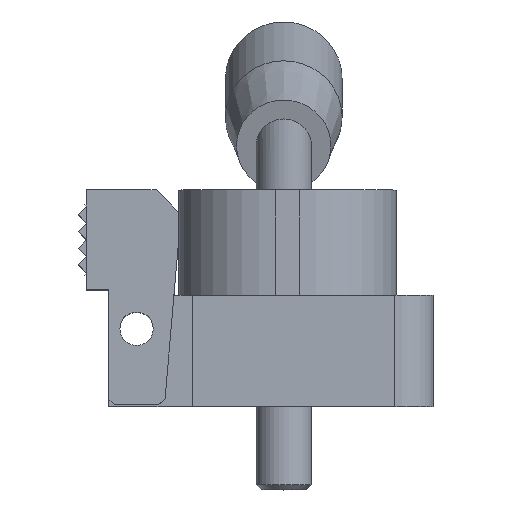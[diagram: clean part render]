
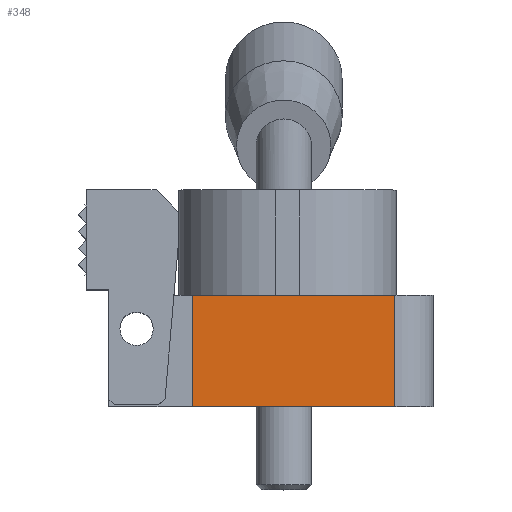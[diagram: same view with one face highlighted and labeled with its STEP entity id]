
A CAD part, top view. The second image highlights one B-rep face of the part: STEP entity #348.
In plain terms, the highlighted planar face has unit normal (0, 0, 1).
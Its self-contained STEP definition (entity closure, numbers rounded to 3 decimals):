
#348 = ADVANCED_FACE( '', ( #731 ), #732, .F. );
#731 = FACE_OUTER_BOUND( '', #1163, .T. );
#732 = PLANE( '', #1164 );
#1163 = EDGE_LOOP( '', ( #2079, #2080, #2081, #2082 ) );
#1164 = AXIS2_PLACEMENT_3D( '', #2083, #2084, #2085 );
#2079 = ORIENTED_EDGE( '', *, *, #2621, .T. );
#2080 = ORIENTED_EDGE( '', *, *, #2507, .F. );
#2081 = ORIENTED_EDGE( '', *, *, #2521, .F. );
#2082 = ORIENTED_EDGE( '', *, *, #2331, .T. );
#2083 = CARTESIAN_POINT( '', ( -16.5, 20., 20. ) );
#2084 = DIRECTION( '', ( 0., 0., -1. ) );
#2085 = DIRECTION( '', ( -1., 0., 0. ) );
#2331 = EDGE_CURVE( '', #2778, #2776, #2779, .T. );
#2507 = EDGE_CURVE( '', #3041, #3039, #3043, .T. );
#2521 = EDGE_CURVE( '', #2778, #3041, #3062, .T. );
#2621 = EDGE_CURVE( '', #2776, #3039, #3196, .T. );
#2776 = VERTEX_POINT( '', #3393 );
#2778 = VERTEX_POINT( '', #3396 );
#2779 = LINE( '', #3397, #3398 );
#3039 = VERTEX_POINT( '', #3823 );
#3041 = VERTEX_POINT( '', #3825 );
#3043 = LINE( '', #3827, #3828 );
#3062 = LINE( '', #3856, #3857 );
#3196 = LINE( '', #4060, #4061 );
#3393 = CARTESIAN_POINT( '', ( -16.5, 0., 20. ) );
#3396 = CARTESIAN_POINT( '', ( -16.5, 20., 20. ) );
#3397 = CARTESIAN_POINT( '', ( -16.5, 20., 20. ) );
#3398 = VECTOR( '', #4186, 1000. );
#3823 = CARTESIAN_POINT( '', ( 20., 0., 20. ) );
#3825 = CARTESIAN_POINT( '', ( 20., 20., 20. ) );
#3827 = CARTESIAN_POINT( '', ( 20., 20., 20. ) );
#3828 = VECTOR( '', #4370, 1000. );
#3856 = CARTESIAN_POINT( '', ( -16.5, 20., 20. ) );
#3857 = VECTOR( '', #4380, 1000. );
#4060 = CARTESIAN_POINT( '', ( -16.5, 0., 20. ) );
#4061 = VECTOR( '', #4459, 1000. );
#4186 = DIRECTION( '', ( 0., -1., 0. ) );
#4370 = DIRECTION( '', ( 0., -1., 0. ) );
#4380 = DIRECTION( '', ( 1., 0., 0. ) );
#4459 = DIRECTION( '', ( 1., 0., 0. ) );
